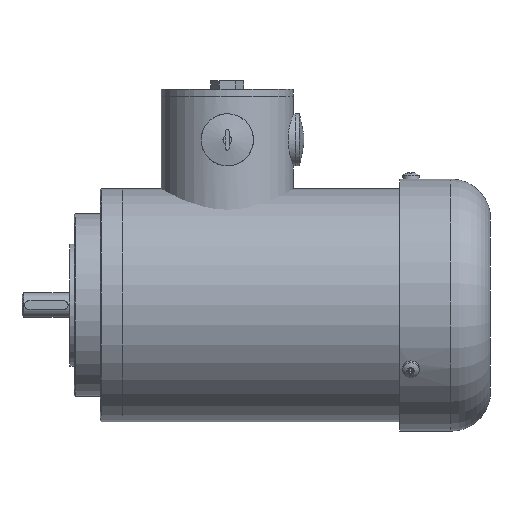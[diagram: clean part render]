
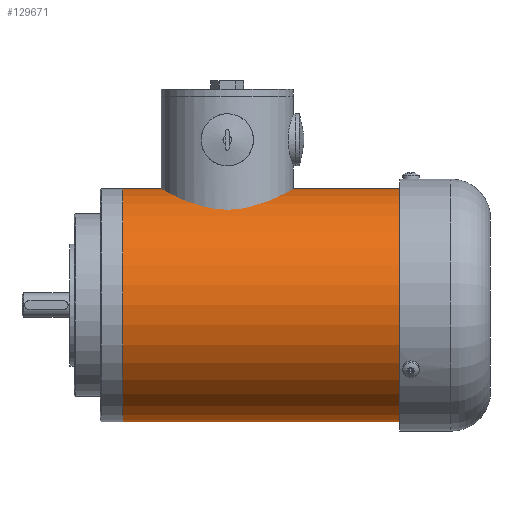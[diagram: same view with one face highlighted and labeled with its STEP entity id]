
A CAD part, front view. The second image highlights one B-rep face of the part: STEP entity #129671.
In plain terms, the highlighted cylindrical face has radius 67 mm (diameter 134 mm), a full revolution.
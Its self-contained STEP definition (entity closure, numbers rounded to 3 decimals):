
#20624=CYLINDRICAL_SURFACE('',#128472,67.);
#24377=ORIENTED_EDGE('',*,*,#28380,.F.);
#24378=ORIENTED_EDGE('',*,*,#28381,.F.);
#25168=CIRCLE('',#128471,67.);
#25169=CIRCLE('',#128473,67.);
#26502=VERTEX_POINT('',#126607);
#26503=VERTEX_POINT('',#126610);
#28380=EDGE_CURVE('',#26502,#26502,#25168,.T.);
#28381=EDGE_CURVE('',#26503,#26503,#25169,.T.);
#29522=EDGE_LOOP('',(#24377));
#29523=EDGE_LOOP('',(#24378));
#30678=FACE_BOUND('',#29522,.T.);
#30679=FACE_BOUND('',#29523,.T.);
#35036=DIRECTION('',(0.,0.,-1.));
#35037=DIRECTION('',(0.,-67.,0.));
#35038=DIRECTION('',(0.,0.,1.));
#35039=DIRECTION('',(1.,0.,0.));
#35040=DIRECTION('',(0.,0.,1.));
#35041=DIRECTION('',(67.,0.,0.));
#126607=CARTESIAN_POINT('',(0.,-67.,8.));
#126608=CARTESIAN_POINT('',(0.,0.,8.));
#126609=CARTESIAN_POINT('',(0.,0.,0.));
#126610=CARTESIAN_POINT('',(67.,0.,168.));
#126611=CARTESIAN_POINT('',(0.,0.,168.));
#128471=AXIS2_PLACEMENT_3D('',#126608,#35036,#35037);
#128472=AXIS2_PLACEMENT_3D('',#126609,#35038,#35039);
#128473=AXIS2_PLACEMENT_3D('',#126611,#35040,#35041);
#129671=ADVANCED_FACE('',(#30678,#30679),#20624,.T.);
